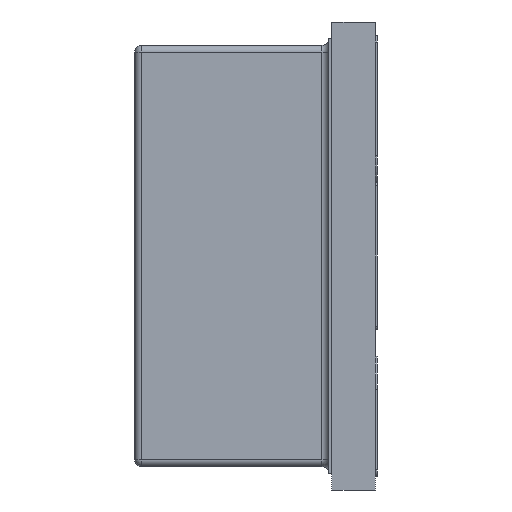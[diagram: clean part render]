
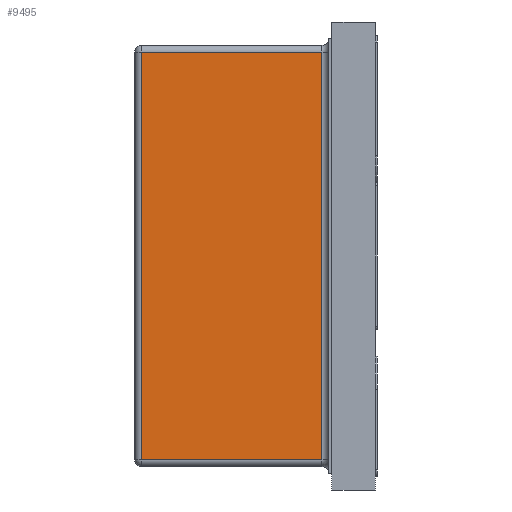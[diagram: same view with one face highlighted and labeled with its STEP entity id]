
A CAD part, left-side view. The second image highlights one B-rep face of the part: STEP entity #9495.
In plain terms, the highlighted planar face has unit normal (-1, 0, 0).
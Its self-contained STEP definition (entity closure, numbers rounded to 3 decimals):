
#421=PLANE('',#10123);
#884=FACE_OUTER_BOUND('',#1363,.T.);
#1363=EDGE_LOOP('',(#8364,#8365,#8366,#8367));
#2490=LINE('',#14954,#3633);
#2500=LINE('',#15005,#3643);
#2505=LINE('',#15027,#3648);
#2506=LINE('',#15028,#3649);
#3633=VECTOR('',#12336,10.);
#3643=VECTOR('',#12402,10.);
#3648=VECTOR('',#12431,10.);
#3649=VECTOR('',#12432,10.);
#4629=VERTEX_POINT('',#14951);
#4630=VERTEX_POINT('',#14953);
#4641=VERTEX_POINT('',#14998);
#4643=VERTEX_POINT('',#15004);
#5880=EDGE_CURVE('',#4629,#4630,#2490,.T.);
#5905=EDGE_CURVE('',#4641,#4643,#2500,.T.);
#5917=EDGE_CURVE('',#4643,#4629,#2505,.T.);
#5918=EDGE_CURVE('',#4641,#4630,#2506,.T.);
#8364=ORIENTED_EDGE('',*,*,#5880,.F.);
#8365=ORIENTED_EDGE('',*,*,#5917,.F.);
#8366=ORIENTED_EDGE('',*,*,#5905,.F.);
#8367=ORIENTED_EDGE('',*,*,#5918,.T.);
#9495=ADVANCED_FACE('',(#884),#421,.T.);
#10123=AXIS2_PLACEMENT_3D('',#15026,#12429,#12430);
#12336=DIRECTION('',(0.,0.,1.));
#12402=DIRECTION('',(0.,0.,-1.));
#12429=DIRECTION('center_axis',(-1.,0.,0.));
#12430=DIRECTION('ref_axis',(0.,0.,1.));
#12431=DIRECTION('',(0.,1.,0.));
#12432=DIRECTION('',(0.,1.,0.));
#14951=CARTESIAN_POINT('',(-4.15,3.5,-3.05));
#14953=CARTESIAN_POINT('',(-4.15,3.5,3.05));
#14954=CARTESIAN_POINT('',(-4.15,3.5,-1.525));
#14998=CARTESIAN_POINT('',(-4.15,0.8,3.05));
#15004=CARTESIAN_POINT('',(-4.15,0.8,-3.05));
#15005=CARTESIAN_POINT('',(-4.15,0.8,-1.525));
#15026=CARTESIAN_POINT('Origin',(-4.15,0.7,-3.05));
#15027=CARTESIAN_POINT('',(-4.15,0.7,-3.05));
#15028=CARTESIAN_POINT('',(-4.15,0.7,3.05));
